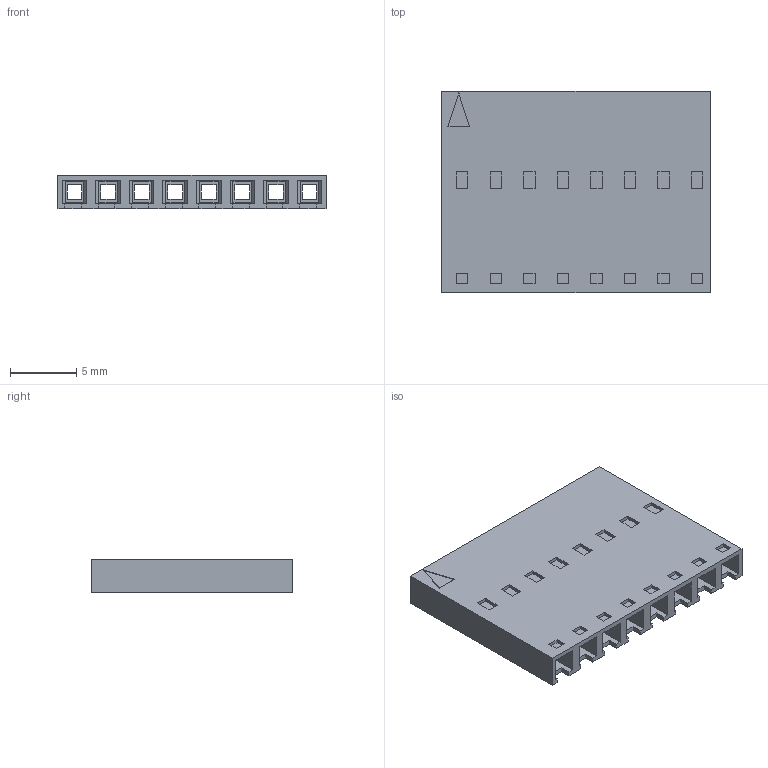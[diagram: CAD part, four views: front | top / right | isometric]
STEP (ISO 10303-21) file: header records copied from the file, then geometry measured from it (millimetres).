
FILE_DESCRIPTION(('STEP AP242'),'1');
FILE_NAME('0050579008.stp','2025-06-12T07:53:57',('TraceParts'),('TraceParts S.A.'),'Spatial InterOp 3D',' ',' ');
FILE_SCHEMA(('AP242_MANAGED_MODEL_BASED_3D_ENGINEERING_MIM_LF {1 0 10303 442 1 1 4}'));
Length unit declared in the file: millimetre
Products named in the file (1): 050579008
Bounding box: 20.29 x 15.24 x 2.51 mm (x, y, z)
Volume: 425.7 mm3; surface area: 1583.9 mm2
Topology: 1 solids, 1 shells, 282 faces, 693 edges, 430 vertices
Faces by surface type: plane 282
Entity records: 8057 total; most frequent: CARTESIAN_POINT 1406, ORIENTED_EDGE 1386, DIRECTION 1259, EDGE_CURVE 693, LINE 693, VECTOR 693, VERTEX_POINT 430, EDGE_LOOP 315
